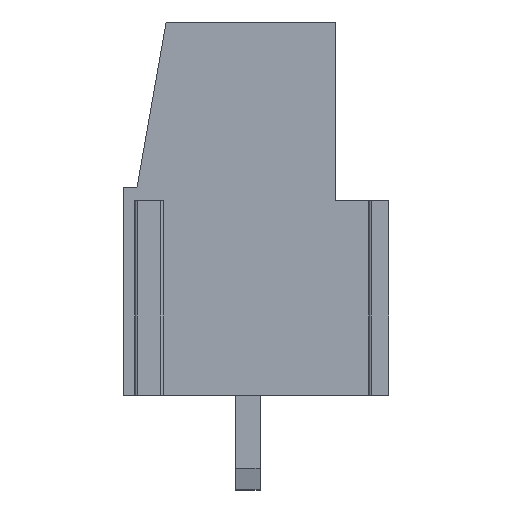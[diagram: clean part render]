
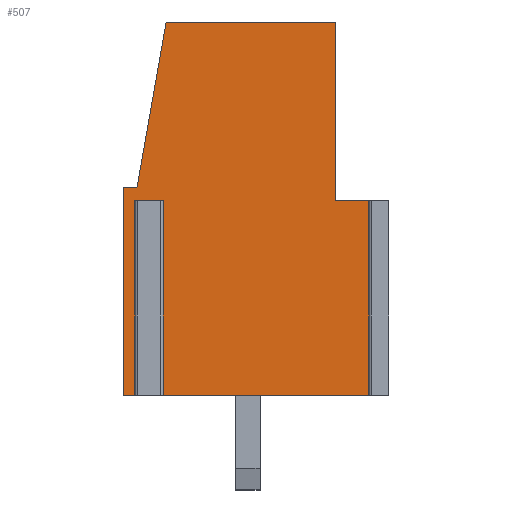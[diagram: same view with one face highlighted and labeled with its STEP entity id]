
A CAD part, left-side view. The second image highlights one B-rep face of the part: STEP entity #507.
In plain terms, the highlighted planar face has unit normal (-1, 0, 0).
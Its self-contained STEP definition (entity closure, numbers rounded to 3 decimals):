
#507 = ADVANCED_FACE( 'F0', ( #975 ), #976, .T. );
#975 = FACE_OUTER_BOUND( '', #1421, .T. );
#976 = PLANE( '', #1422 );
#1421 = EDGE_LOOP( '', ( #2773, #2774, #2775, #2776, #2777, #2778, #2779, #2780, #2781, #2782, #2783, #2784 ) );
#1422 = AXIS2_PLACEMENT_3D( '', #2785, #2786, #2787 );
#2773 = ORIENTED_EDGE( '', *, *, #3346, .T. );
#2774 = ORIENTED_EDGE( '', *, *, #3320, .T. );
#2775 = ORIENTED_EDGE( '', *, *, #3239, .T. );
#2776 = ORIENTED_EDGE( '', *, *, #2844, .T. );
#2777 = ORIENTED_EDGE( '', *, *, #3166, .T. );
#2778 = ORIENTED_EDGE( '', *, *, #2998, .F. );
#2779 = ORIENTED_EDGE( '', *, *, #3103, .T. );
#2780 = ORIENTED_EDGE( '', *, *, #2838, .T. );
#2781 = ORIENTED_EDGE( '', *, *, #3140, .T. );
#2782 = ORIENTED_EDGE( '', *, *, #2867, .T. );
#2783 = ORIENTED_EDGE( '', *, *, #3077, .T. );
#2784 = ORIENTED_EDGE( '', *, *, #3271, .T. );
#2785 = CARTESIAN_POINT( '', ( -2.5, 0., 0. ) );
#2786 = DIRECTION( '', ( -1., 0., 0. ) );
#2787 = DIRECTION( '', ( 0., 0., 1. ) );
#2838 = EDGE_CURVE( '', #3399, #3397, #3400, .T. );
#2844 = EDGE_CURVE( '', #3411, #3409, #3412, .T. );
#2867 = EDGE_CURVE( '', #3453, #3451, #3454, .T. );
#2998 = EDGE_CURVE( '', #3673, #3674, #3675, .T. );
#3077 = EDGE_CURVE( '', #3451, #3801, #3803, .T. );
#3103 = EDGE_CURVE( '', #3673, #3399, #3842, .T. );
#3140 = EDGE_CURVE( '', #3397, #3453, #3895, .T. );
#3166 = EDGE_CURVE( '', #3409, #3674, #3932, .T. );
#3239 = EDGE_CURVE( '', #4030, #3411, #4031, .T. );
#3271 = EDGE_CURVE( '', #3801, #4077, #4079, .T. );
#3320 = EDGE_CURVE( '', #4136, #4030, #4137, .T. );
#3346 = EDGE_CURVE( '', #4077, #4136, #4164, .T. );
#3397 = VERTEX_POINT( '', #4223 );
#3399 = VERTEX_POINT( '', #4226 );
#3400 = LINE( '', #4227, #4228 );
#3409 = VERTEX_POINT( '', #4239 );
#3411 = VERTEX_POINT( '', #4242 );
#3412 = LINE( '', #4243, #4244 );
#3451 = VERTEX_POINT( '', #4300 );
#3453 = VERTEX_POINT( '', #4303 );
#3454 = LINE( '', #4304, #4305 );
#3673 = VERTEX_POINT( '', #4622 );
#3674 = VERTEX_POINT( '', #4623 );
#3675 = LINE( '', #4624, #4625 );
#3801 = VERTEX_POINT( '', #4807 );
#3803 = LINE( '', #4810, #4811 );
#3842 = LINE( '', #4869, #4870 );
#3895 = LINE( '', #4953, #4954 );
#3932 = LINE( '', #5005, #5006 );
#4030 = VERTEX_POINT( '', #5157 );
#4031 = LINE( '', #5158, #5159 );
#4077 = VERTEX_POINT( '', #5227 );
#4079 = LINE( '', #5230, #5231 );
#4136 = VERTEX_POINT( '', #5317 );
#4137 = LINE( '', #5318, #5319 );
#4164 = LINE( '', #5353, #5354 );
#4223 = CARTESIAN_POINT( '', ( -2.5, -9.346, 0. ) );
#4226 = CARTESIAN_POINT( '', ( -2.5, -1.204, 0. ) );
#4227 = CARTESIAN_POINT( '', ( -2.5, 0., 0. ) );
#4228 = VECTOR( '', #5402, 1000. );
#4239 = CARTESIAN_POINT( '', ( -2.5, -0.696, 0. ) );
#4242 = CARTESIAN_POINT( '', ( -2.5, 0., 0. ) );
#4243 = CARTESIAN_POINT( '', ( -2.5, 0., 0. ) );
#4244 = VECTOR( '', #5412, 1000. );
#4300 = CARTESIAN_POINT( '', ( -2.5, -7.85, 7.2 ) );
#4303 = CARTESIAN_POINT( '', ( -2.5, -9.346, 7.2 ) );
#4304 = CARTESIAN_POINT( '', ( -2.5, 0., 7.2 ) );
#4305 = VECTOR( '', #5431, 1000. );
#4622 = CARTESIAN_POINT( '', ( -2.5, -1.204, 7.2 ) );
#4623 = CARTESIAN_POINT( '', ( -2.5, -0.696, 7.2 ) );
#4624 = CARTESIAN_POINT( '', ( -2.5, 0., 7.2 ) );
#4625 = VECTOR( '', #5551, 1000. );
#4807 = CARTESIAN_POINT( '', ( -2.5, -7.85, 13.8 ) );
#4810 = CARTESIAN_POINT( '', ( -2.5, -7.85, 0. ) );
#4811 = VECTOR( '', #5624, 1000. );
#4869 = CARTESIAN_POINT( '', ( -2.5, -1.204, 0. ) );
#4870 = VECTOR( '', #5644, 1000. );
#4953 = CARTESIAN_POINT( '', ( -2.5, -9.346, 0. ) );
#4954 = VECTOR( '', #5675, 1000. );
#5005 = CARTESIAN_POINT( '', ( -2.5, -0.696, 0. ) );
#5006 = VECTOR( '', #5702, 1000. );
#5157 = CARTESIAN_POINT( '', ( -2.5, 0., 7.7 ) );
#5158 = CARTESIAN_POINT( '', ( -2.5, 0., -11.5 ) );
#5159 = VECTOR( '', #5756, 1000. );
#5227 = CARTESIAN_POINT( '', ( -2.5, -1.576, 13.8 ) );
#5230 = CARTESIAN_POINT( '', ( -2.5, 0., 13.8 ) );
#5231 = VECTOR( '', #5783, 1000. );
#5317 = CARTESIAN_POINT( '', ( -2.5, -0.5, 7.7 ) );
#5318 = CARTESIAN_POINT( '', ( -2.5, 0., 7.7 ) );
#5319 = VECTOR( '', #5825, 1000. );
#5353 = CARTESIAN_POINT( '', ( -2.5, 2.798, -11.007 ) );
#5354 = VECTOR( '', #5845, 1000. );
#5402 = DIRECTION( '', ( 0., -1., 0. ) );
#5412 = DIRECTION( '', ( 0., -1., 0. ) );
#5431 = DIRECTION( '', ( 0., 1., 0. ) );
#5551 = DIRECTION( '', ( 0., 1., 0. ) );
#5624 = DIRECTION( '', ( 0., 0., 1. ) );
#5644 = DIRECTION( '', ( 0., 0., -1. ) );
#5675 = DIRECTION( '', ( 0., 0., 1. ) );
#5702 = DIRECTION( '', ( 0., 0., 1. ) );
#5756 = DIRECTION( '', ( 0., 0., -1. ) );
#5783 = DIRECTION( '', ( 0., 1., 0. ) );
#5825 = DIRECTION( '', ( 0., 1., 0. ) );
#5845 = DIRECTION( '', ( 0., 0.174, -0.985 ) );
